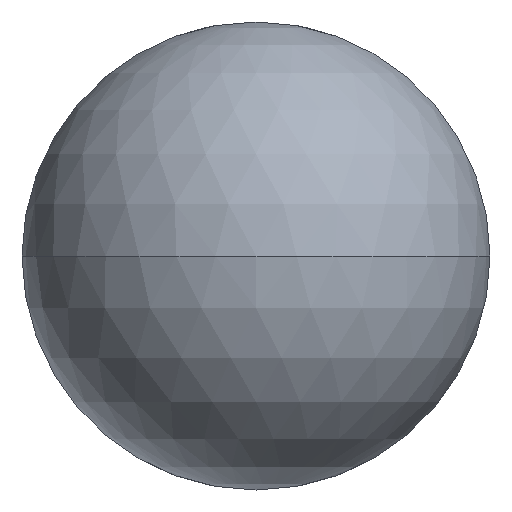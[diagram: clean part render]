
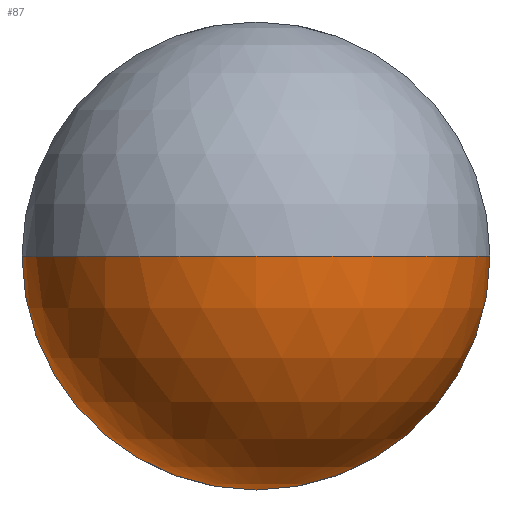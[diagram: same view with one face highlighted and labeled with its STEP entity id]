
A CAD part, front view. The second image highlights one B-rep face of the part: STEP entity #87.
In plain terms, the highlighted spherical face has radius 1.587 mm.
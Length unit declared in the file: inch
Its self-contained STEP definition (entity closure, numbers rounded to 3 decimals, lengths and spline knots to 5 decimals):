
#7 = VERTEX_POINT ( 'NONE', #161 ) ;
#18 = ORIENTED_EDGE ( 'NONE', *, *, #203, .T. ) ;
#26 = CIRCLE ( 'NONE', #187, 0.0625 ) ;
#34 = DIRECTION ( 'NONE',  ( 0., 0., 1. ) ) ;
#66 = DIRECTION ( 'NONE',  ( 0., -1., 0. ) ) ;
#74 = CIRCLE ( 'NONE', #124, 0.0625 ) ;
#76 = ORIENTED_EDGE ( 'NONE', *, *, #438, .T. ) ;
#78 = DIRECTION ( 'NONE',  ( 0., 0., -1. ) ) ;
#86 = AXIS2_PLACEMENT_3D ( 'NONE', #127, #66, #224 ) ;
#87 = ADVANCED_FACE ( 'NONE', ( #467 ), #90, .T. ) ;
#90 = SPHERICAL_SURFACE ( 'NONE', #267, 0.0625 ) ;
#104 = DIRECTION ( 'NONE',  ( -1., 0., 0. ) ) ;
#124 = AXIS2_PLACEMENT_3D ( 'NONE', #403, #34, #185 ) ;
#127 = CARTESIAN_POINT ( 'NONE',  ( 0., 0.0625, 0. ) ) ;
#132 = EDGE_LOOP ( 'NONE', ( #344, #76, #18, #430 ) ) ;
#148 = AXIS2_PLACEMENT_3D ( 'NONE', #419, #202, #334 ) ;
#158 = CIRCLE ( 'NONE', #86, 0.0625 ) ;
#159 = CARTESIAN_POINT ( 'NONE',  ( 0., 0., 0. ) ) ;
#161 = CARTESIAN_POINT ( 'NONE',  ( 0.0625, 0.0625, 0. ) ) ;
#185 = DIRECTION ( 'NONE',  ( 1., 0., 0. ) ) ;
#187 = AXIS2_PLACEMENT_3D ( 'NONE', #480, #78, #104 ) ;
#202 = DIRECTION ( 'NONE',  ( 0., -1., 0. ) ) ;
#203 = EDGE_CURVE ( 'NONE', #7, #263, #26, .T. ) ;
#224 = DIRECTION ( 'NONE',  ( 0., 0., -1. ) ) ;
#258 = CARTESIAN_POINT ( 'NONE',  ( 0., 0.0625, 0. ) ) ;
#263 = VERTEX_POINT ( 'NONE', #159 ) ;
#267 = AXIS2_PLACEMENT_3D ( 'NONE', #258, #422, #337 ) ;
#308 = CARTESIAN_POINT ( 'NONE',  ( 0., 0.0625, -0.0625 ) ) ;
#334 = DIRECTION ( 'NONE',  ( 0., 0., -1. ) ) ;
#337 = DIRECTION ( 'NONE',  ( -1., 0., 0. ) ) ;
#344 = ORIENTED_EDGE ( 'NONE', *, *, #366, .T. ) ;
#354 = VERTEX_POINT ( 'NONE', #433 ) ;
#366 = EDGE_CURVE ( 'NONE', #354, #506, #158, .T. ) ;
#403 = CARTESIAN_POINT ( 'NONE',  ( 0., 0.0625, 0. ) ) ;
#419 = CARTESIAN_POINT ( 'NONE',  ( 0., 0.0625, 0. ) ) ;
#422 = DIRECTION ( 'NONE',  ( 0., 0., -1. ) ) ;
#430 = ORIENTED_EDGE ( 'NONE', *, *, #485, .F. ) ;
#433 = CARTESIAN_POINT ( 'NONE',  ( -0.0625, 0.0625, 0. ) ) ;
#438 = EDGE_CURVE ( 'NONE', #506, #7, #522, .T. ) ;
#467 = FACE_OUTER_BOUND ( 'NONE', #132, .T. ) ;
#480 = CARTESIAN_POINT ( 'NONE',  ( 0., 0.0625, 0. ) ) ;
#485 = EDGE_CURVE ( 'NONE', #354, #263, #74, .T. ) ;
#506 = VERTEX_POINT ( 'NONE', #308 ) ;
#522 = CIRCLE ( 'NONE', #148, 0.0625 ) ;
